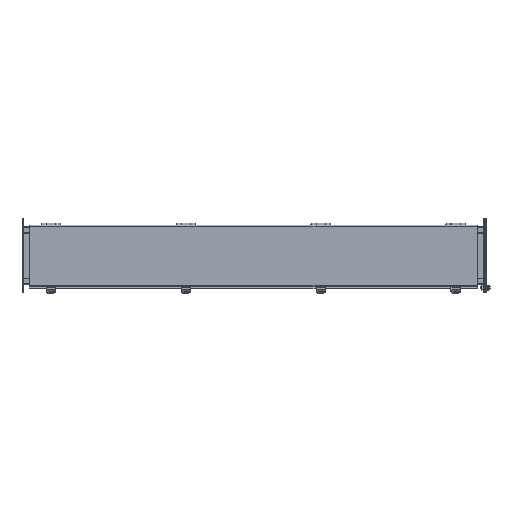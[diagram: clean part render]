
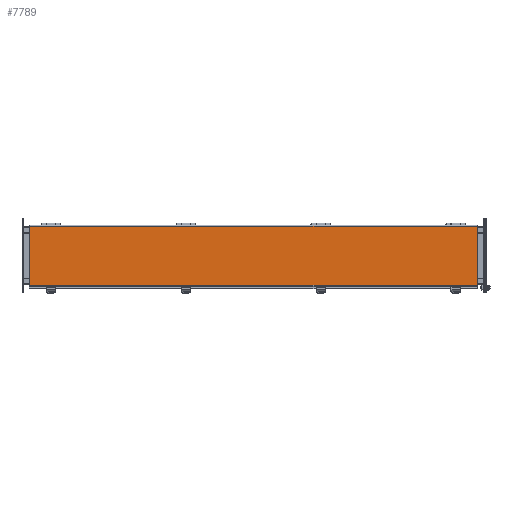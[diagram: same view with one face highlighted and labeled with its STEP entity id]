
A CAD part, top view. The second image highlights one B-rep face of the part: STEP entity #7789.
In plain terms, the highlighted planar face has unit normal (0, 0, 1).
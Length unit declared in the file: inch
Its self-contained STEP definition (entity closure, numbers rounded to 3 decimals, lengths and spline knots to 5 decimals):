
#1692 = LINE ( 'NONE', #26893, #5514 ) ;
#4830 = ORIENTED_EDGE ( 'NONE', *, *, #7271, .F. ) ;
#4838 = CARTESIAN_POINT ( 'NONE',  ( -23.234, -3.07943, 6.172 ) ) ;
#5321 = EDGE_CURVE ( 'NONE', #6948, #8342, #1692, .T. ) ;
#5397 = ORIENTED_EDGE ( 'NONE', *, *, #19546, .T. ) ;
#5514 = VECTOR ( 'NONE', #10008, 39.37008 ) ;
#6948 = VERTEX_POINT ( 'NONE', #20948 ) ;
#7271 = EDGE_CURVE ( 'NONE', #25723, #8342, #12449, .T. ) ;
#7789 = ADVANCED_FACE ( 'NONE', ( #13494 ), #15534, .T. ) ;
#8342 = VERTEX_POINT ( 'NONE', #22159 ) ;
#8426 = LINE ( 'NONE', #16703, #22898 ) ;
#8569 = DIRECTION ( 'NONE',  ( 0., 1., 0. ) ) ;
#9015 = DIRECTION ( 'NONE',  ( 1., 0., 0. ) ) ;
#9236 = AXIS2_PLACEMENT_3D ( 'NONE', #13090, #15386, #23858 ) ;
#9268 = ORIENTED_EDGE ( 'NONE', *, *, #18855, .F. ) ;
#10008 = DIRECTION ( 'NONE',  ( 0., 1., 0. ) ) ;
#10834 = CARTESIAN_POINT ( 'NONE',  ( -23.234, 3.07957, 6.172 ) ) ;
#12449 = LINE ( 'NONE', #10834, #21228 ) ;
#12925 = VECTOR ( 'NONE', #9015, 39.37008 ) ;
#13090 = CARTESIAN_POINT ( 'NONE',  ( -23.234, -3.18743, 6.172 ) ) ;
#13203 = LINE ( 'NONE', #14719, #12925 ) ;
#13494 = FACE_OUTER_BOUND ( 'NONE', #14066, .T. ) ;
#13822 = ORIENTED_EDGE ( 'NONE', *, *, #5321, .T. ) ;
#14066 = EDGE_LOOP ( 'NONE', ( #9268, #5397, #13822, #4830 ) ) ;
#14543 = CARTESIAN_POINT ( 'NONE',  ( -23.234, 3.07957, 6.172 ) ) ;
#14719 = CARTESIAN_POINT ( 'NONE',  ( -23.234, -3.07943, 6.172 ) ) ;
#15025 = DIRECTION ( 'NONE',  ( 1., 0., 0. ) ) ;
#15386 = DIRECTION ( 'NONE',  ( 0., 0., 1. ) ) ;
#15534 = PLANE ( 'NONE',  #9236 ) ;
#16703 = CARTESIAN_POINT ( 'NONE',  ( -23.234, -3.18743, 6.172 ) ) ;
#18855 = EDGE_CURVE ( 'NONE', #22054, #25723, #8426, .T. ) ;
#19546 = EDGE_CURVE ( 'NONE', #22054, #6948, #13203, .T. ) ;
#20948 = CARTESIAN_POINT ( 'NONE',  ( 23.234, -3.07943, 6.172 ) ) ;
#21228 = VECTOR ( 'NONE', #15025, 39.37008 ) ;
#22054 = VERTEX_POINT ( 'NONE', #4838 ) ;
#22159 = CARTESIAN_POINT ( 'NONE',  ( 23.234, 3.07957, 6.172 ) ) ;
#22898 = VECTOR ( 'NONE', #8569, 39.37008 ) ;
#23858 = DIRECTION ( 'NONE',  ( 1., 0., 0. ) ) ;
#25723 = VERTEX_POINT ( 'NONE', #14543 ) ;
#26893 = CARTESIAN_POINT ( 'NONE',  ( 23.234, 3.18757, 6.172 ) ) ;
